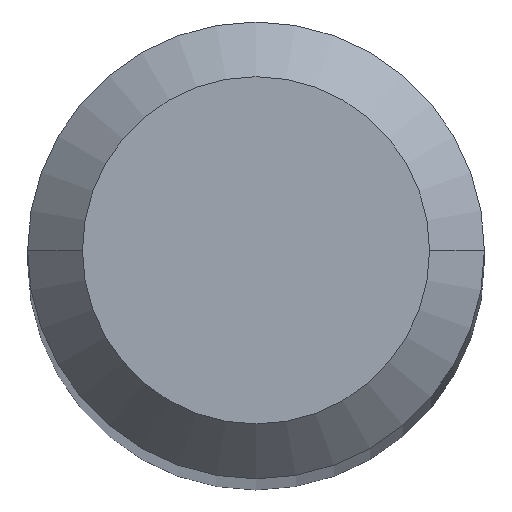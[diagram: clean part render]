
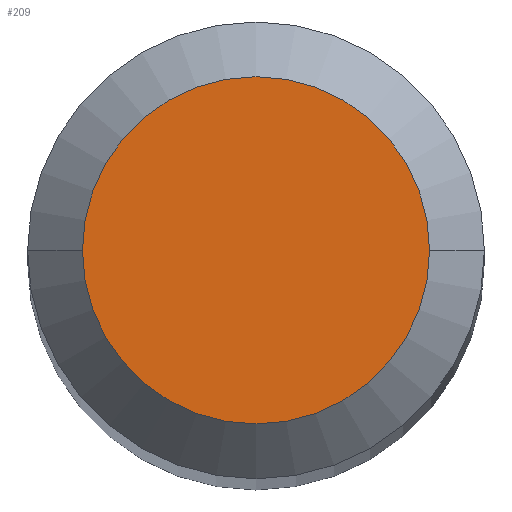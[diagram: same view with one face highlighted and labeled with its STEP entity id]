
A CAD part, top view. The second image highlights one B-rep face of the part: STEP entity #209.
In plain terms, the highlighted planar face has unit normal (0, 0, 1).
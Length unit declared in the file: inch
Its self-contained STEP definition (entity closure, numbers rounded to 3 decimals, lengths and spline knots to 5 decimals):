
#6 = ORIENTED_EDGE ( 'NONE', *, *, #309, .T. ) ;
#21 = CIRCLE ( 'NONE', #409, 0.0475 ) ;
#54 = CARTESIAN_POINT ( 'NONE',  ( 0., 0., 0. ) ) ;
#58 = EDGE_CURVE ( 'NONE', #160, #308, #21, .T. ) ;
#65 = CIRCLE ( 'NONE', #289, 0.0475 ) ;
#66 = FACE_OUTER_BOUND ( 'NONE', #100, .T. ) ;
#82 = DIRECTION ( 'NONE',  ( 1., 0., 0. ) ) ;
#100 = EDGE_LOOP ( 'NONE', ( #6, #437 ) ) ;
#148 = CARTESIAN_POINT ( 'NONE',  ( 0., 0., 0. ) ) ;
#160 = VERTEX_POINT ( 'NONE', #464 ) ;
#168 = DIRECTION ( 'NONE',  ( 0., 0., 1. ) ) ;
#180 = CARTESIAN_POINT ( 'NONE',  ( -0.0475, 0., 0. ) ) ;
#191 = DIRECTION ( 'NONE',  ( 0., 0., -1. ) ) ;
#208 = PLANE ( 'NONE',  #288 ) ;
#209 = ADVANCED_FACE ( 'NONE', ( #66 ), #208, .F. ) ;
#210 = DIRECTION ( 'NONE',  ( 1., 0., 0. ) ) ;
#288 = AXIS2_PLACEMENT_3D ( 'NONE', #293, #191, #325 ) ;
#289 = AXIS2_PLACEMENT_3D ( 'NONE', #148, #366, #82 ) ;
#293 = CARTESIAN_POINT ( 'NONE',  ( 0., 0.0475, 0. ) ) ;
#308 = VERTEX_POINT ( 'NONE', #180 ) ;
#309 = EDGE_CURVE ( 'NONE', #308, #160, #65, .T. ) ;
#325 = DIRECTION ( 'NONE',  ( -1., 0., 0. ) ) ;
#366 = DIRECTION ( 'NONE',  ( 0., 0., 1. ) ) ;
#409 = AXIS2_PLACEMENT_3D ( 'NONE', #54, #168, #210 ) ;
#437 = ORIENTED_EDGE ( 'NONE', *, *, #58, .T. ) ;
#464 = CARTESIAN_POINT ( 'NONE',  ( 0.0475, 0., 0. ) ) ;
